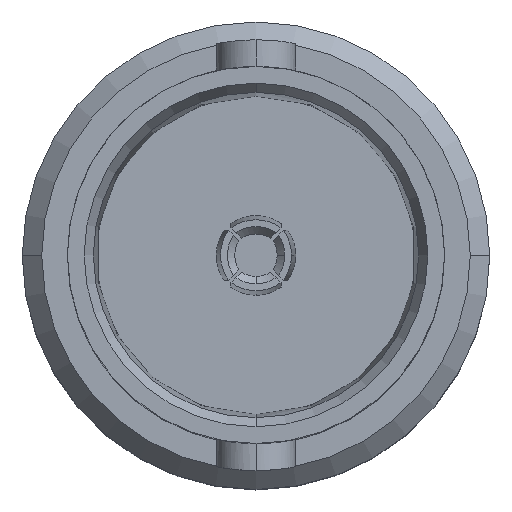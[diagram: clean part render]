
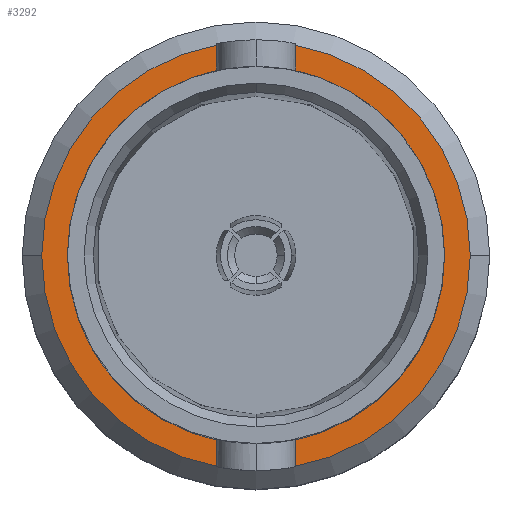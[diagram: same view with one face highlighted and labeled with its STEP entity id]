
A CAD part, top view. The second image highlights one B-rep face of the part: STEP entity #3292.
In plain terms, the highlighted planar face has unit normal (0, 0, 1).
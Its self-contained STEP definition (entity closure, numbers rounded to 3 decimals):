
#2 = AXIS2_PLACEMENT_3D ( 'NONE', #2598, #6079, #3101 ) ;
#260 = DIRECTION ( 'NONE',  ( 1., 0., 0. ) ) ;
#453 = DIRECTION ( 'NONE',  ( -1., 0., 0. ) ) ;
#581 = DIRECTION ( 'NONE',  ( 0., 0., -1. ) ) ;
#913 = EDGE_CURVE ( 'NONE', #4628, #2993, #2982, .T. ) ;
#1191 = FACE_OUTER_BOUND ( 'NONE', #1895, .T. ) ;
#1634 = EDGE_LOOP ( 'NONE', ( #3625, #3996 ) ) ;
#1670 = EDGE_CURVE ( 'NONE', #2993, #4628, #1752, .T. ) ;
#1752 = CIRCLE ( 'NONE', #4246, 5.5 ) ;
#1760 = VERTEX_POINT ( 'NONE', #4328 ) ;
#1895 = EDGE_LOOP ( 'NONE', ( #5352, #4969 ) ) ;
#2172 = CIRCLE ( 'NONE', #5820, 4.84 ) ;
#2468 = CARTESIAN_POINT ( 'NONE',  ( -5.5, 0., -11.3 ) ) ;
#2588 = DIRECTION ( 'NONE',  ( 0., 0., 1. ) ) ;
#2598 = CARTESIAN_POINT ( 'NONE',  ( 0., 0., -11.3 ) ) ;
#2953 = PLANE ( 'NONE',  #6129 ) ;
#2982 = CIRCLE ( 'NONE', #3749, 5.5 ) ;
#2993 = VERTEX_POINT ( 'NONE', #2468 ) ;
#3101 = DIRECTION ( 'NONE',  ( -1., 0., 0. ) ) ;
#3265 = DIRECTION ( 'NONE',  ( 0., 0., 1. ) ) ;
#3292 = ADVANCED_FACE ( 'NONE', ( #3553, #1191 ), #2953, .F. ) ;
#3454 = DIRECTION ( 'NONE',  ( 0., 0., -1. ) ) ;
#3475 = CARTESIAN_POINT ( 'NONE',  ( 5.5, 0., -11.3 ) ) ;
#3499 = CIRCLE ( 'NONE', #2, 4.84 ) ;
#3553 = FACE_BOUND ( 'NONE', #1634, .T. ) ;
#3587 = CARTESIAN_POINT ( 'NONE',  ( 0., 0., -11.3 ) ) ;
#3625 = ORIENTED_EDGE ( 'NONE', *, *, #6242, .T. ) ;
#3749 = AXIS2_PLACEMENT_3D ( 'NONE', #5574, #2588, #6071 ) ;
#3996 = ORIENTED_EDGE ( 'NONE', *, *, #6193, .T. ) ;
#4085 = DIRECTION ( 'NONE',  ( -1., 0., 0. ) ) ;
#4246 = AXIS2_PLACEMENT_3D ( 'NONE', #6250, #3265, #260 ) ;
#4328 = CARTESIAN_POINT ( 'NONE',  ( 4.84, 0., -11.3 ) ) ;
#4628 = VERTEX_POINT ( 'NONE', #3475 ) ;
#4699 = CARTESIAN_POINT ( 'NONE',  ( -4.84, 0., -11.3 ) ) ;
#4969 = ORIENTED_EDGE ( 'NONE', *, *, #913, .T. ) ;
#5352 = ORIENTED_EDGE ( 'NONE', *, *, #1670, .T. ) ;
#5574 = CARTESIAN_POINT ( 'NONE',  ( 0., 0., -11.3 ) ) ;
#5805 = VERTEX_POINT ( 'NONE', #4699 ) ;
#5820 = AXIS2_PLACEMENT_3D ( 'NONE', #3587, #581, #4085 ) ;
#6071 = DIRECTION ( 'NONE',  ( 1., 0., 0. ) ) ;
#6079 = DIRECTION ( 'NONE',  ( 0., 0., -1. ) ) ;
#6129 = AXIS2_PLACEMENT_3D ( 'NONE', #6421, #3454, #453 ) ;
#6193 = EDGE_CURVE ( 'NONE', #5805, #1760, #2172, .T. ) ;
#6242 = EDGE_CURVE ( 'NONE', #1760, #5805, #3499, .T. ) ;
#6250 = CARTESIAN_POINT ( 'NONE',  ( 0., 0., -11.3 ) ) ;
#6421 = CARTESIAN_POINT ( 'NONE',  ( 0., 0., -11.3 ) ) ;
